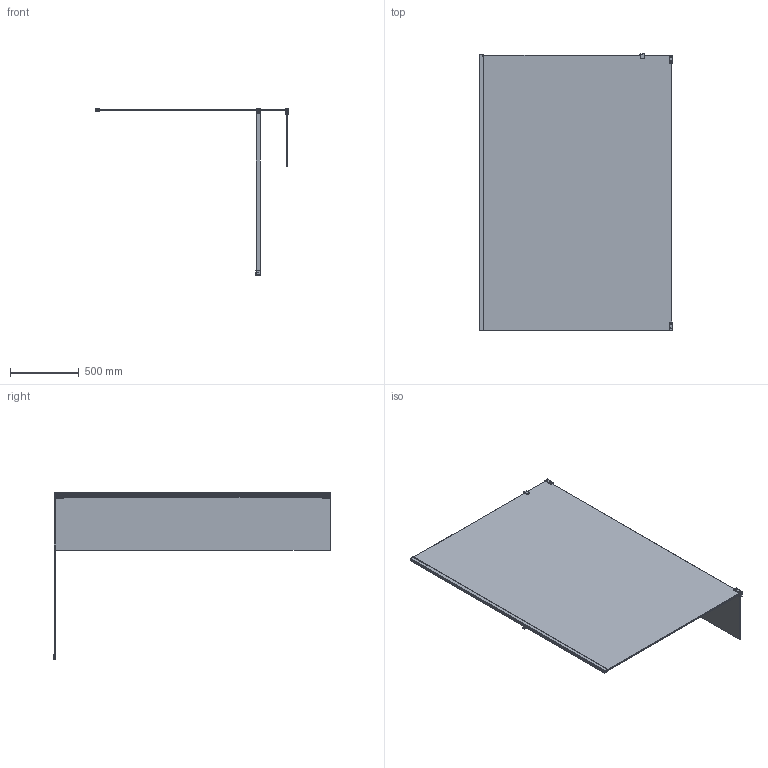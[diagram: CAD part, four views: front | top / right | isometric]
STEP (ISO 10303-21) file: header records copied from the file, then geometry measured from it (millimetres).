
FILE_DESCRIPTION (( 'STEP AP214' ), '1' );
FILE_NAME ('6.STEP', '2020-12-15T12:40:55', ( '' ), ( '' ), 'SwSTEP 2.0', 'SolidWorks 2010', '' );
FILE_SCHEMA (( 'AUTOMOTIVE_DESIGN' ));
Length unit declared in the file: millimetre
Products named in the file (27): LW-3518; 10X30-1150; Fixed glass400X2000; LP-3070; LP-3069; LP-3068; LW-3531; LP-3073; LW-3530; LW-3529; LP-3067; LW-1021; LP-3075; LP-3071; XPJT10mm; Corner bracket+Bubble seal; LW-C; 10mmDBJT; 6; LP-3072; LP-3084; LW-1421; Bottom seal for fixed glass; LP-3074; LW-3528; Fixed glass1400X2000; Straight bracing bar
Assembly tree (29 placements, depth 3):
  6
    Fixed glass1400X2000
    Bottom seal for fixed glass
    Straight bracing bar
      LP-3074
      LW-1021
      LP-3075
      LW-1421
      10X30-1150
      LW-3518
    LW-C
    Corner bracket+Bubble seal
      LW-3531
      LP-3073  x4
      LP-3072
      XPJT10mm
      LW-3528
      LW-3530
      LP-3071
      LW-3529
      Fixed glass400X2000
      LP-3069
      LP-3067
      LP-3070
      LP-3068
    LP-3084
    10mmDBJT
Bounding box: 1408 x 2011.5 x 1216.95 mm (x, y, z)
Volume: 36445716 mm3; surface area: 8533679.8 mm2
Topology: 28 solids, 28 shells, 3002 faces, 7442 edges, 4576 vertices
Faces by surface type: plane 1191, cylinder 704, bspline 673, torus 224, sphere 138, cone 72
Entity records: 127392 total; most frequent: CARTESIAN_POINT 67021, ORIENTED_EDGE 12658, DIRECTION 10969, EDGE_CURVE 6329, VERTEX_POINT 3946, AXIS2_PLACEMENT_3D 3738, VECTOR 3493, LINE 3493
